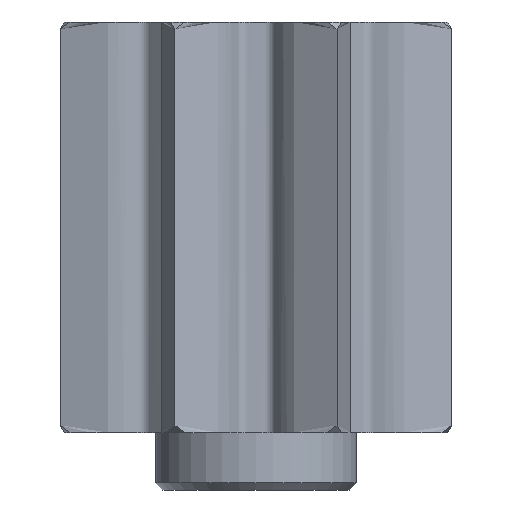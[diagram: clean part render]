
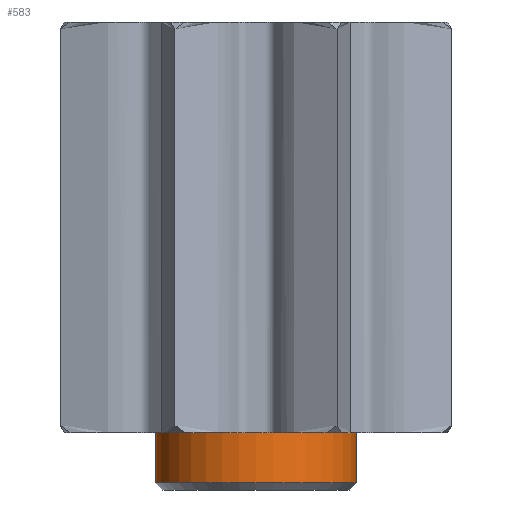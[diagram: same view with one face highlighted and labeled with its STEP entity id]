
A CAD part, front view. The second image highlights one B-rep face of the part: STEP entity #583.
In plain terms, the highlighted cylindrical face has radius 3.5 mm (diameter 7 mm), a partial arc.
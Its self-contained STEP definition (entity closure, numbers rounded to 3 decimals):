
#110 = VECTOR ( 'NONE', #323, 1000. ) ;
#230 = EDGE_CURVE ( 'NONE', #2674, #1182, #2657, .T. ) ;
#323 = DIRECTION ( 'NONE',  ( 0., 0., 1. ) ) ;
#331 = CARTESIAN_POINT ( 'NONE',  ( -3.5, 0., -9.144 ) ) ;
#429 = CARTESIAN_POINT ( 'NONE',  ( 3.5, 0., -9.144 ) ) ;
#462 = ORIENTED_EDGE ( 'NONE', *, *, #230, .T. ) ;
#474 = FACE_OUTER_BOUND ( 'NONE', #1256, .T. ) ;
#475 = VERTEX_POINT ( 'NONE', #2535 ) ;
#583 = ADVANCED_FACE ( 'NONE', ( #474 ), #1345, .T. ) ;
#617 = CARTESIAN_POINT ( 'NONE',  ( -3.5, 0., -7.144 ) ) ;
#630 = AXIS2_PLACEMENT_3D ( 'NONE', #2180, #1303, #694 ) ;
#665 = EDGE_CURVE ( 'NONE', #475, #2674, #1218, .T. ) ;
#694 = DIRECTION ( 'NONE',  ( -1., 0., 0. ) ) ;
#722 = DIRECTION ( 'NONE',  ( 1., 0., 0. ) ) ;
#859 = AXIS2_PLACEMENT_3D ( 'NONE', #2339, #2355, #1460 ) ;
#886 = VECTOR ( 'NONE', #1469, 1000. ) ;
#926 = CIRCLE ( 'NONE', #859, 3.5 ) ;
#1031 = ORIENTED_EDGE ( 'NONE', *, *, #2572, .F. ) ;
#1182 = VERTEX_POINT ( 'NONE', #617 ) ;
#1218 = LINE ( 'NONE', #429, #886 ) ;
#1256 = EDGE_LOOP ( 'NONE', ( #1031, #2423, #1674, #462 ) ) ;
#1303 = DIRECTION ( 'NONE',  ( 0., 0., -1. ) ) ;
#1345 = CYLINDRICAL_SURFACE ( 'NONE', #1483, 3.5 ) ;
#1454 = CARTESIAN_POINT ( 'NONE',  ( 3.5, 0., -7.144 ) ) ;
#1460 = DIRECTION ( 'NONE',  ( -1., 0., 0. ) ) ;
#1469 = DIRECTION ( 'NONE',  ( 0., 0., 1. ) ) ;
#1483 = AXIS2_PLACEMENT_3D ( 'NONE', #1707, #1940, #722 ) ;
#1674 = ORIENTED_EDGE ( 'NONE', *, *, #665, .T. ) ;
#1707 = CARTESIAN_POINT ( 'NONE',  ( 0., 0., -9.144 ) ) ;
#1927 = CARTESIAN_POINT ( 'NONE',  ( -3.5, 0., -8.894 ) ) ;
#1940 = DIRECTION ( 'NONE',  ( 0., 0., 1. ) ) ;
#2151 = EDGE_CURVE ( 'NONE', #2378, #475, #926, .T. ) ;
#2180 = CARTESIAN_POINT ( 'NONE',  ( 0., 0., -7.144 ) ) ;
#2339 = CARTESIAN_POINT ( 'NONE',  ( 0., 0., -8.894 ) ) ;
#2355 = DIRECTION ( 'NONE',  ( 0., 0., 1. ) ) ;
#2378 = VERTEX_POINT ( 'NONE', #1927 ) ;
#2423 = ORIENTED_EDGE ( 'NONE', *, *, #2151, .T. ) ;
#2431 = LINE ( 'NONE', #331, #110 ) ;
#2535 = CARTESIAN_POINT ( 'NONE',  ( 3.5, 0., -8.894 ) ) ;
#2572 = EDGE_CURVE ( 'NONE', #2378, #1182, #2431, .T. ) ;
#2657 = CIRCLE ( 'NONE', #630, 3.5 ) ;
#2674 = VERTEX_POINT ( 'NONE', #1454 ) ;
